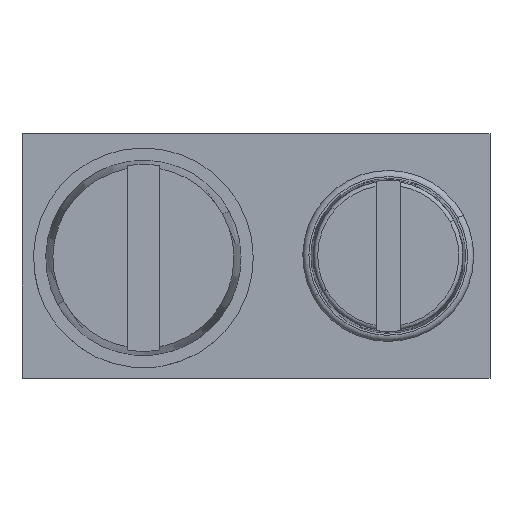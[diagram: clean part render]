
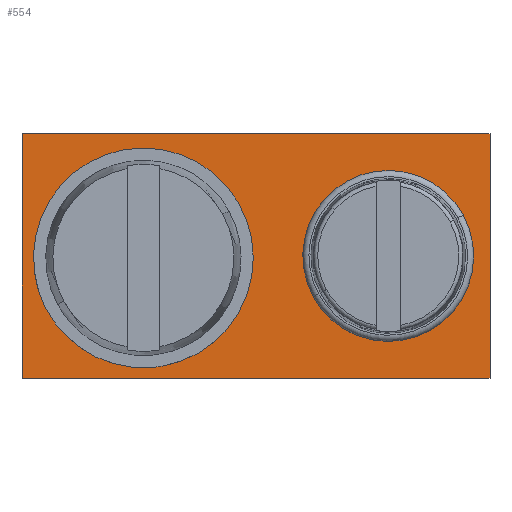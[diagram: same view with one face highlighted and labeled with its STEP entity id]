
A CAD part, top view. The second image highlights one B-rep face of the part: STEP entity #554.
In plain terms, the highlighted planar face has unit normal (0, 0, 1).
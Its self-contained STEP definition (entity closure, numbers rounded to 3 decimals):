
#266=AXIS2_PLACEMENT_3D('Circle Axis2P3D',#264,#265,$) ;
#278=AXIS2_PLACEMENT_3D('Circle Axis2P3D',#276,#277,$) ;
#480=AXIS2_PLACEMENT_3D('Plane Axis2P3D',#477,#478,#479) ;
#522=AXIS2_PLACEMENT_3D('Circle Axis2P3D',#520,#521,$) ;
#531=AXIS2_PLACEMENT_3D('Circle Axis2P3D',#529,#530,$) ;
#538=AXIS2_PLACEMENT_3D('Circle Axis2P3D',#536,#537,$) ;
#545=AXIS2_PLACEMENT_3D('Circle Axis2P3D',#543,#544,$) ;
#254=CARTESIAN_POINT('Vertex',(10.843,4.007,20.35)) ;
#261=CARTESIAN_POINT('Vertex',(7.157,1.993,20.35)) ;
#264=CARTESIAN_POINT('Axis2P3D Location',(9.,3.,20.35)) ;
#276=CARTESIAN_POINT('Axis2P3D Location',(9.,3.,20.35)) ;
#477=CARTESIAN_POINT('Axis2P3D Location',(0.,0.,20.35)) ;
#482=CARTESIAN_POINT('Line Origine',(5.75,0.,20.35)) ;
#486=CARTESIAN_POINT('Vertex',(0.,0.,20.35)) ;
#488=CARTESIAN_POINT('Vertex',(11.5,0.,20.35)) ;
#491=CARTESIAN_POINT('Line Origine',(11.5,3.,20.35)) ;
#495=CARTESIAN_POINT('Vertex',(11.5,6.,20.35)) ;
#498=CARTESIAN_POINT('Line Origine',(5.75,6.,20.35)) ;
#502=CARTESIAN_POINT('Vertex',(0.,6.,20.35)) ;
#505=CARTESIAN_POINT('Line Origine',(0.,3.,20.35)) ;
#520=CARTESIAN_POINT('Axis2P3D Location',(2.983,2.952,20.35)) ;
#524=CARTESIAN_POINT('Vertex',(2.683,0.268,20.35)) ;
#526=CARTESIAN_POINT('Vertex',(3.283,0.268,20.35)) ;
#529=CARTESIAN_POINT('Axis2P3D Location',(2.983,2.952,20.35)) ;
#533=CARTESIAN_POINT('Vertex',(2.493,5.607,20.35)) ;
#536=CARTESIAN_POINT('Axis2P3D Location',(2.983,2.952,20.35)) ;
#540=CARTESIAN_POINT('Vertex',(3.473,0.297,20.35)) ;
#543=CARTESIAN_POINT('Axis2P3D Location',(2.983,2.952,20.35)) ;
#265=DIRECTION('Axis2P3D Direction',(0.,0.,1.)) ;
#277=DIRECTION('Axis2P3D Direction',(0.,0.,1.)) ;
#478=DIRECTION('Axis2P3D Direction',(0.,0.,1.)) ;
#479=DIRECTION('Axis2P3D XDirection',(1.,0.,0.)) ;
#483=DIRECTION('Vector Direction',(1.,0.,0.)) ;
#492=DIRECTION('Vector Direction',(0.,1.,0.)) ;
#499=DIRECTION('Vector Direction',(-1.,0.,0.)) ;
#506=DIRECTION('Vector Direction',(0.,-1.,0.)) ;
#521=DIRECTION('Axis2P3D Direction',(0.,0.,1.)) ;
#530=DIRECTION('Axis2P3D Direction',(0.,0.,1.)) ;
#537=DIRECTION('Axis2P3D Direction',(0.,0.,1.)) ;
#544=DIRECTION('Axis2P3D Direction',(0.,0.,1.)) ;
#484=VECTOR('Line Direction',#483,1.) ;
#493=VECTOR('Line Direction',#492,1.) ;
#500=VECTOR('Line Direction',#499,1.) ;
#507=VECTOR('Line Direction',#506,1.) ;
#511=ORIENTED_EDGE('',*,*,#490,.T.) ;
#512=ORIENTED_EDGE('',*,*,#497,.T.) ;
#513=ORIENTED_EDGE('',*,*,#504,.T.) ;
#514=ORIENTED_EDGE('',*,*,#509,.T.) ;
#517=ORIENTED_EDGE('',*,*,#280,.F.) ;
#518=ORIENTED_EDGE('',*,*,#268,.F.) ;
#549=ORIENTED_EDGE('',*,*,#528,.F.) ;
#550=ORIENTED_EDGE('',*,*,#535,.F.) ;
#551=ORIENTED_EDGE('',*,*,#542,.F.) ;
#552=ORIENTED_EDGE('',*,*,#547,.F.) ;
#519=FACE_BOUND('',#516,.T.) ;
#553=FACE_BOUND('',#548,.T.) ;
#554=ADVANCED_FACE('1859600000_Q WDU6-2-5_SET',(#515,#519,#553),#481,.T.) ;
#267=CIRCLE('generated circle',#266,2.1) ;
#279=CIRCLE('generated circle',#278,2.1) ;
#523=CIRCLE('generated circle',#522,2.7) ;
#532=CIRCLE('generated circle',#531,2.7) ;
#539=CIRCLE('generated circle',#538,2.7) ;
#546=CIRCLE('generated circle',#545,2.7) ;
#268=EDGE_CURVE('',#262,#255,#267,.T.) ;
#280=EDGE_CURVE('',#255,#262,#279,.T.) ;
#490=EDGE_CURVE('',#487,#489,#485,.T.) ;
#497=EDGE_CURVE('',#489,#496,#494,.T.) ;
#504=EDGE_CURVE('',#496,#503,#501,.T.) ;
#509=EDGE_CURVE('',#503,#487,#508,.T.) ;
#528=EDGE_CURVE('',#525,#527,#523,.T.) ;
#535=EDGE_CURVE('',#534,#525,#532,.T.) ;
#542=EDGE_CURVE('',#541,#534,#539,.T.) ;
#547=EDGE_CURVE('',#527,#541,#546,.T.) ;
#510=EDGE_LOOP('',(#511,#512,#513,#514)) ;
#516=EDGE_LOOP('',(#517,#518)) ;
#548=EDGE_LOOP('',(#549,#550,#551,#552)) ;
#515=FACE_OUTER_BOUND('',#510,.T.) ;
#485=LINE('Line',#482,#484) ;
#494=LINE('Line',#491,#493) ;
#501=LINE('Line',#498,#500) ;
#508=LINE('Line',#505,#507) ;
#481=PLANE('',#480) ;
#255=VERTEX_POINT('',#254) ;
#262=VERTEX_POINT('',#261) ;
#487=VERTEX_POINT('',#486) ;
#489=VERTEX_POINT('',#488) ;
#496=VERTEX_POINT('',#495) ;
#503=VERTEX_POINT('',#502) ;
#525=VERTEX_POINT('',#524) ;
#527=VERTEX_POINT('',#526) ;
#534=VERTEX_POINT('',#533) ;
#541=VERTEX_POINT('',#540) ;
